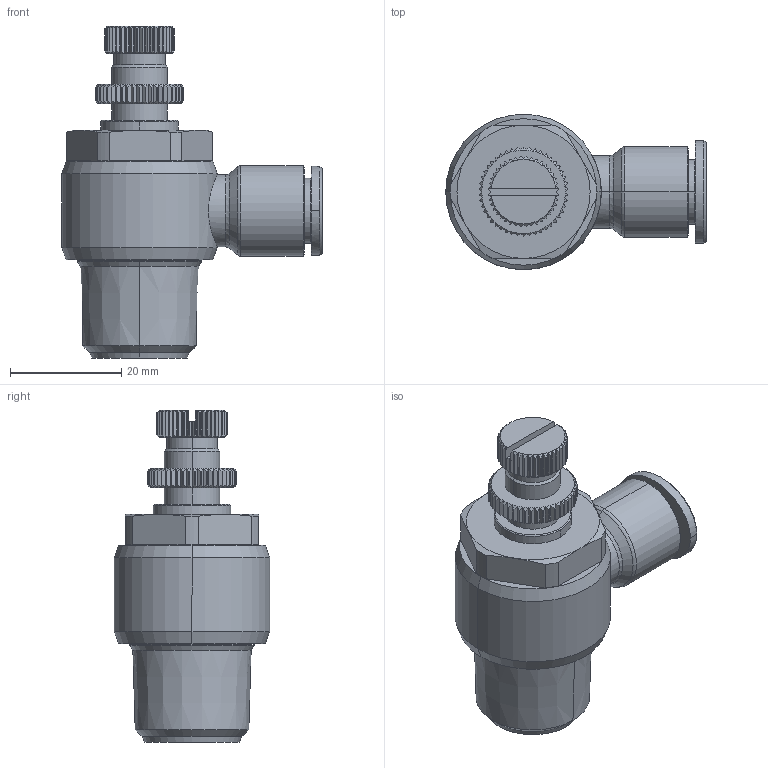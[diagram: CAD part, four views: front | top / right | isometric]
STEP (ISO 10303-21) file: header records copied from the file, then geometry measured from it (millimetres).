
FILE_DESCRIPTION((''),'2;1');
FILE_NAME('GNSE 1004(3D).stp','2012-12-17T11:36:30',(''),(''),'Mechanical Desktop.R8.0.24.0','Mechanical Desktop.R8.0.24.0',', , ');
FILE_SCHEMA(('CONFIG_CONTROL_DESIGN'));
Length unit declared in the file: millimetre
Products named in the file (2): GNSE 1004(3D); ºÎÇ°1
Assembly tree (1 placements, depth 2):
  GNSE 1004(3D)
    ºÎÇ°1
Bounding box: 46.9 x 28 x 59.8 mm (x, y, z)
Volume: 23642.8 mm3; surface area: 7868.7 mm2
Topology: 1 solids, 1 shells, 915 faces, 2441 edges, 1552 vertices
Faces by surface type: plane 574, cylinder 199, cone 130, bspline 10, torus 2
Entity records: 28987 total; most frequent: CARTESIAN_POINT 7292, ORIENTED_EDGE 4882, DIRECTION 4104, EDGE_CURVE 2441, VERTEX_POINT 1552, VECTOR 1532, LINE 1532, AXIS2_PLACEMENT_3D 1286
